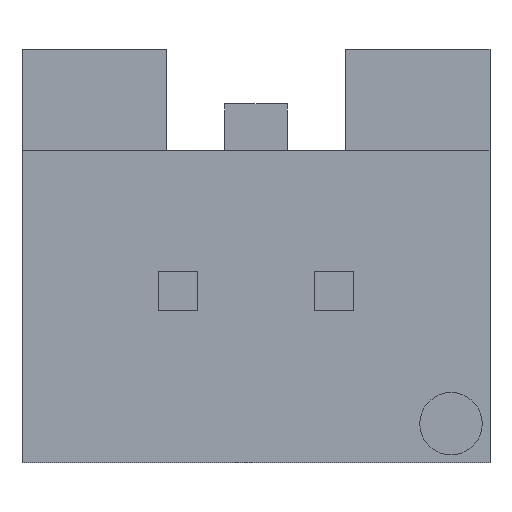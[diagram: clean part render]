
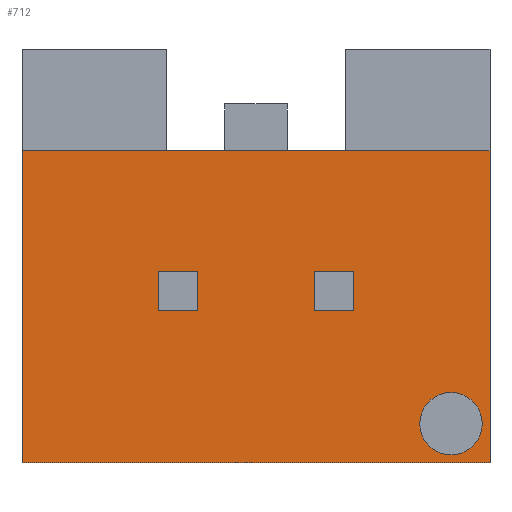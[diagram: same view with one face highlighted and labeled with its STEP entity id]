
A CAD part, front view. The second image highlights one B-rep face of the part: STEP entity #712.
In plain terms, the highlighted planar face has unit normal (0, -1, 0).
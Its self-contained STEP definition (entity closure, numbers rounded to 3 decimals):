
#647 = VERTEX_POINT ( 'NONE', #1164 ) ;
#648 = ORIENTED_EDGE ( 'NONE', *, *, #649, .F. ) ;
#649 = EDGE_CURVE ( 'NONE', #650, #685, #1163, .T. ) ;
#650 = VERTEX_POINT ( 'NONE', #1159 ) ;
#651 = ORIENTED_EDGE ( 'NONE', *, *, #652, .F. ) ;
#652 = EDGE_CURVE ( 'NONE', #653, #650, #1158, .T. ) ;
#653 = VERTEX_POINT ( 'NONE', #1154 ) ;
#654 = ORIENTED_EDGE ( 'NONE', *, *, #655, .F. ) ;
#655 = EDGE_CURVE ( 'NONE', #647, #653, #1153, .T. ) ;
#662 = VERTEX_POINT ( 'NONE', #1308 ) ;
#663 = ORIENTED_EDGE ( 'NONE', *, *, #664, .F. ) ;
#664 = EDGE_CURVE ( 'NONE', #665, #716, #1305, .T. ) ;
#665 = VERTEX_POINT ( 'NONE', #1301 ) ;
#666 = ORIENTED_EDGE ( 'NONE', *, *, #667, .F. ) ;
#667 = EDGE_CURVE ( 'NONE', #668, #665, #1300, .T. ) ;
#668 = VERTEX_POINT ( 'NONE', #1296 ) ;
#669 = ORIENTED_EDGE ( 'NONE', *, *, #670, .F. ) ;
#670 = EDGE_CURVE ( 'NONE', #662, #668, #1295, .T. ) ;
#671 = EDGE_LOOP ( 'NONE', ( #672, #699, #673, #676 ) ) ;
#672 = ORIENTED_EDGE ( 'NONE', *, *, #696, .F. ) ;
#673 = ORIENTED_EDGE ( 'NONE', *, *, #674, .T. ) ;
#674 = EDGE_CURVE ( 'NONE', #782, #675, #1291, .T. ) ;
#675 = VERTEX_POINT ( 'NONE', #1287 ) ;
#676 = ORIENTED_EDGE ( 'NONE', *, *, #677, .T. ) ;
#677 = EDGE_CURVE ( 'NONE', #675, #698, #1286, .T. ) ;
#678 = EDGE_LOOP ( 'NONE', ( #679, #681 ) ) ;
#679 = ORIENTED_EDGE ( 'NONE', *, *, #680, .F. ) ;
#680 = EDGE_CURVE ( 'NONE', #709, #706, #1282, .T. ) ;
#681 = ORIENTED_EDGE ( 'NONE', *, *, #708, .F. ) ;
#682 = EDGE_LOOP ( 'NONE', ( #683, #648, #651, #654 ) ) ;
#683 = ORIENTED_EDGE ( 'NONE', *, *, #684, .F. ) ;
#684 = EDGE_CURVE ( 'NONE', #685, #647, #1530, .T. ) ;
#685 = VERTEX_POINT ( 'NONE', #1526 ) ;
#696 = EDGE_CURVE ( 'NONE', #697, #698, #1396, .T. ) ;
#697 = VERTEX_POINT ( 'NONE', #1392 ) ;
#698 = VERTEX_POINT ( 'NONE', #1391 ) ;
#699 = ORIENTED_EDGE ( 'NONE', *, *, #700, .T. ) ;
#700 = EDGE_CURVE ( 'NONE', #697, #782, #1390, .T. ) ;
#706 = VERTEX_POINT ( 'NONE', #1518 ) ;
#708 = EDGE_CURVE ( 'NONE', #706, #709, #1517, .T. ) ;
#709 = VERTEX_POINT ( 'NONE', #1512 ) ;
#712 = ADVANCED_FACE ( 'NONE', ( #1507, #1475, #1474, #1473 ), #1472, .F. ) ;
#713 = EDGE_LOOP ( 'NONE', ( #714, #663, #666, #669 ) ) ;
#714 = ORIENTED_EDGE ( 'NONE', *, *, #715, .F. ) ;
#715 = EDGE_CURVE ( 'NONE', #716, #662, #1467, .T. ) ;
#716 = VERTEX_POINT ( 'NONE', #1463 ) ;
#782 = VERTEX_POINT ( 'NONE', #1339 ) ;
#1150 = DIRECTION ( 'NONE',  ( 1., 0., 0. ) ) ;
#1151 = VECTOR ( 'NONE', #1150, 1000. ) ;
#1152 = CARTESIAN_POINT ( 'NONE',  ( -3., -3.85, -0.25 ) ) ;
#1153 = LINE ( 'NONE', #1152, #1151 ) ;
#1154 = CARTESIAN_POINT ( 'NONE',  ( 1.25, -3.85, -0.25 ) ) ;
#1155 = DIRECTION ( 'NONE',  ( 0., 0., 1. ) ) ;
#1156 = VECTOR ( 'NONE', #1155, 1000. ) ;
#1157 = CARTESIAN_POINT ( 'NONE',  ( 1.25, -3.85, 3.1 ) ) ;
#1158 = LINE ( 'NONE', #1157, #1156 ) ;
#1159 = CARTESIAN_POINT ( 'NONE',  ( 1.25, -3.85, 0.25 ) ) ;
#1160 = DIRECTION ( 'NONE',  ( -1., 0., 0. ) ) ;
#1161 = VECTOR ( 'NONE', #1160, 1000. ) ;
#1162 = CARTESIAN_POINT ( 'NONE',  ( -3., -3.85, 0.25 ) ) ;
#1163 = LINE ( 'NONE', #1162, #1161 ) ;
#1164 = CARTESIAN_POINT ( 'NONE',  ( 0.75, -3.85, -0.25 ) ) ;
#1282 = CIRCLE ( 'NONE', #1534, 0.4 ) ;
#1283 = DIRECTION ( 'NONE',  ( 1., 0., 0. ) ) ;
#1284 = VECTOR ( 'NONE', #1283, 1000. ) ;
#1285 = CARTESIAN_POINT ( 'NONE',  ( -3., -3.85, -2.2 ) ) ;
#1286 = LINE ( 'NONE', #1285, #1284 ) ;
#1287 = CARTESIAN_POINT ( 'NONE',  ( -3., -3.85, -2.2 ) ) ;
#1288 = DIRECTION ( 'NONE',  ( 0., 0., -1. ) ) ;
#1289 = VECTOR ( 'NONE', #1288, 1000. ) ;
#1290 = CARTESIAN_POINT ( 'NONE',  ( -3., -3.85, 3.1 ) ) ;
#1291 = LINE ( 'NONE', #1290, #1289 ) ;
#1292 = DIRECTION ( 'NONE',  ( 1., 0., 0. ) ) ;
#1293 = VECTOR ( 'NONE', #1292, 1000. ) ;
#1294 = CARTESIAN_POINT ( 'NONE',  ( -3., -3.85, -0.25 ) ) ;
#1295 = LINE ( 'NONE', #1294, #1293 ) ;
#1296 = CARTESIAN_POINT ( 'NONE',  ( -0.75, -3.85, -0.25 ) ) ;
#1297 = DIRECTION ( 'NONE',  ( 0., 0., 1. ) ) ;
#1298 = VECTOR ( 'NONE', #1297, 1000. ) ;
#1299 = CARTESIAN_POINT ( 'NONE',  ( -0.75, -3.85, 3.1 ) ) ;
#1300 = LINE ( 'NONE', #1299, #1298 ) ;
#1301 = CARTESIAN_POINT ( 'NONE',  ( -0.75, -3.85, 0.25 ) ) ;
#1302 = DIRECTION ( 'NONE',  ( -1., 0., 0. ) ) ;
#1303 = VECTOR ( 'NONE', #1302, 1000. ) ;
#1304 = CARTESIAN_POINT ( 'NONE',  ( -3., -3.85, 0.25 ) ) ;
#1305 = LINE ( 'NONE', #1304, #1303 ) ;
#1308 = CARTESIAN_POINT ( 'NONE',  ( -1.25, -3.85, -0.25 ) ) ;
#1339 = CARTESIAN_POINT ( 'NONE',  ( -3., -3.85, 1.8 ) ) ;
#1387 = DIRECTION ( 'NONE',  ( -1., 0., 0. ) ) ;
#1388 = VECTOR ( 'NONE', #1387, 1000. ) ;
#1389 = CARTESIAN_POINT ( 'NONE',  ( 3., -3.85, 1.8 ) ) ;
#1390 = LINE ( 'NONE', #1389, #1388 ) ;
#1391 = CARTESIAN_POINT ( 'NONE',  ( 3., -3.85, -2.2 ) ) ;
#1392 = CARTESIAN_POINT ( 'NONE',  ( 3., -3.85, 1.8 ) ) ;
#1393 = DIRECTION ( 'NONE',  ( 0., 0., -1. ) ) ;
#1394 = VECTOR ( 'NONE', #1393, 1000. ) ;
#1395 = CARTESIAN_POINT ( 'NONE',  ( 3., -3.85, 3.1 ) ) ;
#1396 = LINE ( 'NONE', #1395, #1394 ) ;
#1463 = CARTESIAN_POINT ( 'NONE',  ( -1.25, -3.85, 0.25 ) ) ;
#1464 = DIRECTION ( 'NONE',  ( 0., 0., -1. ) ) ;
#1465 = VECTOR ( 'NONE', #1464, 1000. ) ;
#1466 = CARTESIAN_POINT ( 'NONE',  ( -1.25, -3.85, 3.1 ) ) ;
#1467 = LINE ( 'NONE', #1466, #1465 ) ;
#1468 = DIRECTION ( 'NONE',  ( 0., 0., 1. ) ) ;
#1469 = DIRECTION ( 'NONE',  ( 0., 1., 0. ) ) ;
#1470 = CARTESIAN_POINT ( 'NONE',  ( -3., -3.85, 3.1 ) ) ;
#1471 = AXIS2_PLACEMENT_3D ( 'NONE', #1470, #1469, #1468 ) ;
#1472 = PLANE ( 'NONE',  #1471 ) ;
#1473 = FACE_BOUND ( 'NONE', #682, .T. ) ;
#1474 = FACE_BOUND ( 'NONE', #678, .T. ) ;
#1475 = FACE_OUTER_BOUND ( 'NONE', #671, .T. ) ;
#1507 = FACE_BOUND ( 'NONE', #713, .T. ) ;
#1512 = CARTESIAN_POINT ( 'NONE',  ( 2.5, -3.85, -1.3 ) ) ;
#1513 = DIRECTION ( 'NONE',  ( 0., 0., 1. ) ) ;
#1514 = DIRECTION ( 'NONE',  ( 0., -1., 0. ) ) ;
#1515 = CARTESIAN_POINT ( 'NONE',  ( 2.5, -3.85, -1.7 ) ) ;
#1516 = AXIS2_PLACEMENT_3D ( 'NONE', #1515, #1514, #1513 ) ;
#1517 = CIRCLE ( 'NONE', #1516, 0.4 ) ;
#1518 = CARTESIAN_POINT ( 'NONE',  ( 2.5, -3.85, -2.1 ) ) ;
#1526 = CARTESIAN_POINT ( 'NONE',  ( 0.75, -3.85, 0.25 ) ) ;
#1527 = DIRECTION ( 'NONE',  ( 0., 0., -1. ) ) ;
#1528 = VECTOR ( 'NONE', #1527, 1000. ) ;
#1529 = CARTESIAN_POINT ( 'NONE',  ( 0.75, -3.85, 3.1 ) ) ;
#1530 = LINE ( 'NONE', #1529, #1528 ) ;
#1531 = DIRECTION ( 'NONE',  ( 0., 0., 1. ) ) ;
#1532 = DIRECTION ( 'NONE',  ( 0., -1., 0. ) ) ;
#1533 = CARTESIAN_POINT ( 'NONE',  ( 2.5, -3.85, -1.7 ) ) ;
#1534 = AXIS2_PLACEMENT_3D ( 'NONE', #1533, #1532, #1531 ) ;
